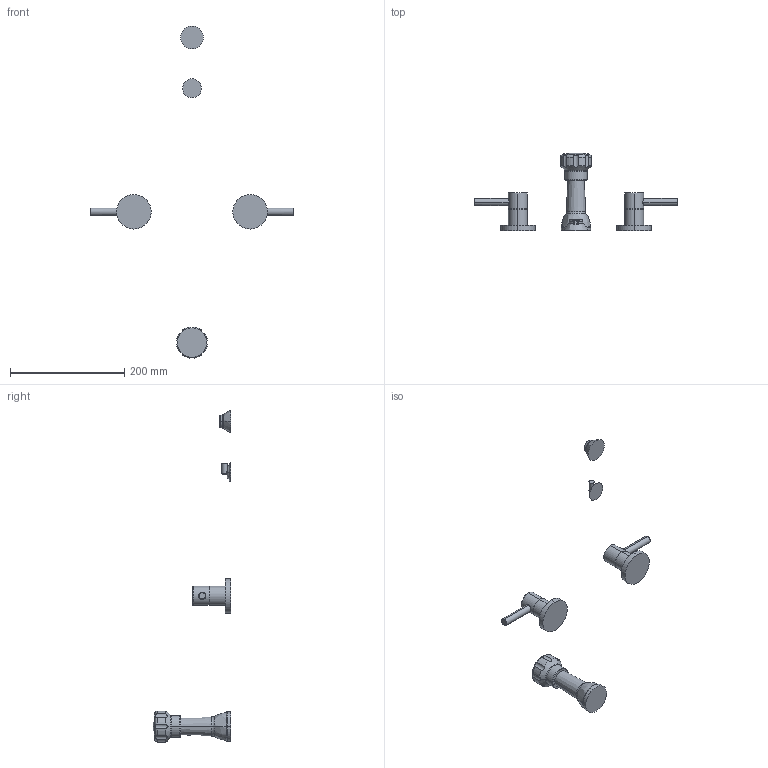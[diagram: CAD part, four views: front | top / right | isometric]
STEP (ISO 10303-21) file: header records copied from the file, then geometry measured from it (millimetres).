
FILE_DESCRIPTION((''),'2;1');
FILE_NAME('1509','2021-01-28T09:52:59',('jinson.thomas'),(''),'CREO PARAMETRIC BY PTC INC, 2018400','CREO PARAMETRIC BY PTC INC, 2018400','');
FILE_SCHEMA(('CONFIG_CONTROL_DESIGN'));
Length unit declared in the file: inch
Products named in the file (1): 1509
Bounding box: 355.92 x 135.97 x 580.53 mm (x, y, z)
Volume: 366027.7 mm3; surface area: 65494.8 mm2
Topology: 5 solids, 5 shells, 166 faces, 383 edges, 240 vertices
Faces by surface type: cylinder 62, plane 50, torus 30, cone 14, bspline 6, sphere 4
Entity records: 5435 total; most frequent: CARTESIAN_POINT 1531, DIRECTION 887, ORIENTED_EDGE 758, EDGE_CURVE 379, AXIS2_PLACEMENT_3D 374, VERTEX_POINT 240, CIRCLE 214, EDGE_LOOP 183
